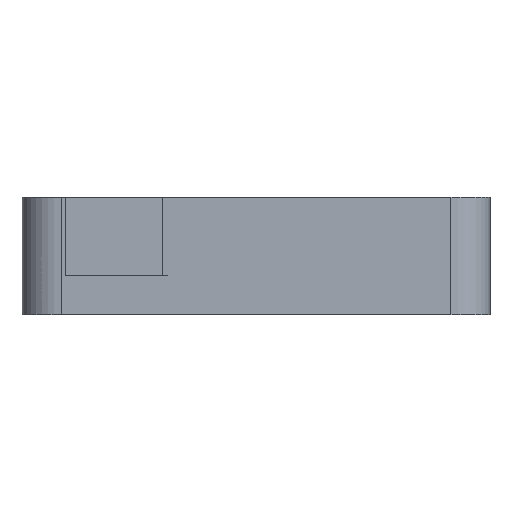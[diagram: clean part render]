
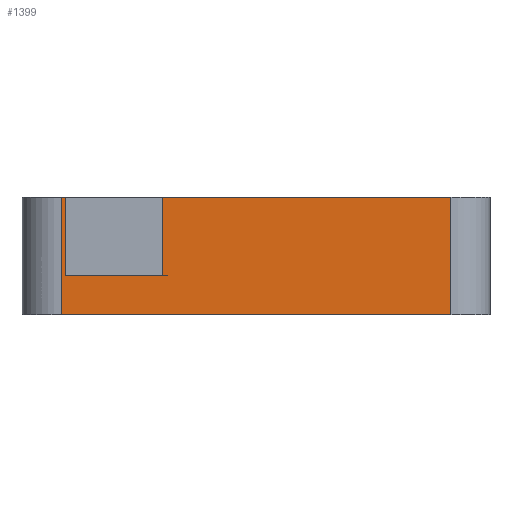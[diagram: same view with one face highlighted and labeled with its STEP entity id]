
A CAD part, left-side view. The second image highlights one B-rep face of the part: STEP entity #1399.
In plain terms, the highlighted planar face has unit normal (-1, 0, 0).
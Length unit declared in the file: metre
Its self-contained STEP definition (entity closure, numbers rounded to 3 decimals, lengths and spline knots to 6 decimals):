
#200=ORIENTED_EDGE('',*,*,#615,.F.);
#201=ORIENTED_EDGE('',*,*,#616,.T.);
#202=ORIENTED_EDGE('',*,*,#617,.T.);
#203=ORIENTED_EDGE('',*,*,#618,.T.);
#204=ORIENTED_EDGE('',*,*,#619,.F.);
#205=ORIENTED_EDGE('',*,*,#620,.T.);
#206=ORIENTED_EDGE('',*,*,#558,.F.);
#207=ORIENTED_EDGE('',*,*,#621,.F.);
#558=EDGE_CURVE('',#771,#772,#898,.T.);
#615=EDGE_CURVE('',#817,#818,#951,.T.);
#616=EDGE_CURVE('',#817,#819,#952,.T.);
#617=EDGE_CURVE('',#819,#820,#953,.T.);
#618=EDGE_CURVE('',#820,#821,#954,.F.);
#619=EDGE_CURVE('',#822,#821,#955,.T.);
#620=EDGE_CURVE('',#822,#772,#956,.T.);
#621=EDGE_CURVE('',#818,#771,#957,.T.);
#771=VERTEX_POINT('',#2111);
#772=VERTEX_POINT('',#2113);
#817=VERTEX_POINT('',#2219);
#818=VERTEX_POINT('',#2220);
#819=VERTEX_POINT('',#2222);
#820=VERTEX_POINT('',#2224);
#821=VERTEX_POINT('',#2226);
#822=VERTEX_POINT('',#2228);
#898=LINE('',#2112,#1065);
#951=LINE('',#2218,#1118);
#952=LINE('',#2221,#1119);
#953=LINE('',#2223,#1120);
#954=LINE('',#2225,#1121);
#955=LINE('',#2227,#1122);
#956=LINE('',#2229,#1123);
#957=LINE('',#2230,#1124);
#1065=VECTOR('',#1673,1.);
#1118=VECTOR('',#1742,1.);
#1119=VECTOR('',#1743,1.);
#1120=VECTOR('',#1744,1.);
#1121=VECTOR('',#1745,1.);
#1122=VECTOR('',#1746,1.);
#1123=VECTOR('',#1747,1.);
#1124=VECTOR('',#1748,1.);
#1203=EDGE_LOOP('',(#200,#201,#202,#203,#204,#205,#206,#207));
#1276=FACE_BOUND('',#1203,.T.);
#1349=PLANE('',#1504);
#1399=ADVANCED_FACE('',(#1276),#1349,.F.);
#1504=AXIS2_PLACEMENT_3D('',#2217,#1740,#1741);
#1673=DIRECTION('',(0.,-1.,0.));
#1740=DIRECTION('',(1.,0.,0.));
#1741=DIRECTION('',(0.,0.,-1.));
#1742=DIRECTION('',(0.,-1.,0.));
#1743=DIRECTION('',(0.,0.,-1.));
#1744=DIRECTION('',(0.,-1.,0.));
#1745=DIRECTION('',(0.,0.,-1.));
#1746=DIRECTION('',(0.,-1.,0.));
#1747=DIRECTION('',(0.,0.,-1.));
#1748=DIRECTION('',(0.,0.,-1.));
#2111=CARTESIAN_POINT('',(-0.1016,0.031068,0.00635));
#2112=CARTESIAN_POINT('',(-0.1016,-0.011448,0.00635));
#2113=CARTESIAN_POINT('',(-0.1016,0.015205,0.00635));
#2217=CARTESIAN_POINT('',(-0.1016,-0.011448,0.00635));
#2218=CARTESIAN_POINT('',(-0.1016,0.034584,0.01905));
#2219=CARTESIAN_POINT('',(-0.1016,0.03175,0.01905));
#2220=CARTESIAN_POINT('',(-0.1016,0.031068,0.01905));
#2221=CARTESIAN_POINT('',(-0.1016,0.03175,0.));
#2222=CARTESIAN_POINT('',(-0.1016,0.03175,0.));
#2223=CARTESIAN_POINT('',(-0.1016,-0.011448,0.));
#2224=CARTESIAN_POINT('',(-0.1016,-0.03175,0.));
#2225=CARTESIAN_POINT('',(-0.1016,-0.03175,0.00635));
#2226=CARTESIAN_POINT('',(-0.1016,-0.03175,0.01905));
#2227=CARTESIAN_POINT('',(-0.1016,-0.011448,0.01905));
#2228=CARTESIAN_POINT('',(-0.1016,0.015205,0.01905));
#2229=CARTESIAN_POINT('',(-0.1016,0.015205,0.01905));
#2230=CARTESIAN_POINT('',(-0.1016,0.031068,0.01905));
